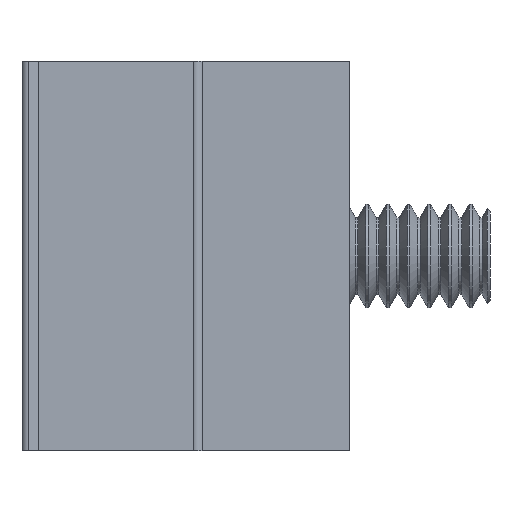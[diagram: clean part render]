
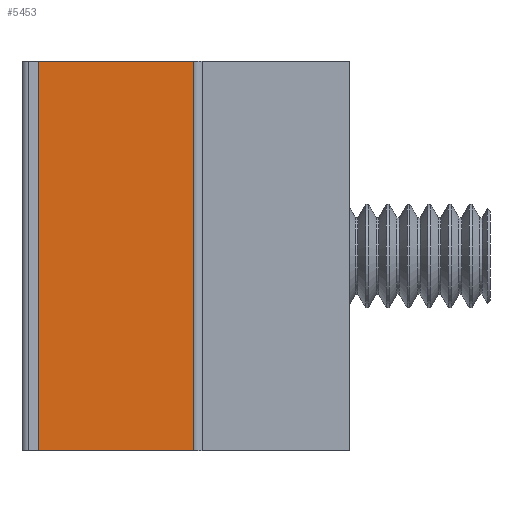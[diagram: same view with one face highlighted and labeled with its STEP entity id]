
A CAD part, left-side view. The second image highlights one B-rep face of the part: STEP entity #5453.
In plain terms, the highlighted planar face has unit normal (-1, 0, 0).
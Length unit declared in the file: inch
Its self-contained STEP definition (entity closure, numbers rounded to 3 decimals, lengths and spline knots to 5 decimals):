
#363 = VECTOR ( 'NONE', #1873, 39.37008 ) ;
#379 = CARTESIAN_POINT ( 'NONE',  ( -0.75, -0.395, -0.47 ) ) ;
#700 = CARTESIAN_POINT ( 'NONE',  ( -0.75, -0.395, 0.47 ) ) ;
#772 = CARTESIAN_POINT ( 'NONE',  ( -0.75, -0.375, -0.47 ) ) ;
#908 = CARTESIAN_POINT ( 'NONE',  ( -0.75, 0., 0.47 ) ) ;
#924 = VERTEX_POINT ( 'NONE', #6023 ) ;
#1027 = VECTOR ( 'NONE', #4505, 39.37008 ) ;
#1063 = FACE_OUTER_BOUND ( 'NONE', #3458, .T. ) ;
#1644 = LINE ( 'NONE', #379, #2247 ) ;
#1873 = DIRECTION ( 'NONE',  ( 0., 0., -1. ) ) ;
#2207 = ORIENTED_EDGE ( 'NONE', *, *, #2788, .T. ) ;
#2247 = VECTOR ( 'NONE', #2769, 39.37008 ) ;
#2465 = VERTEX_POINT ( 'NONE', #4176 ) ;
#2769 = DIRECTION ( 'NONE',  ( 0., 1., 0. ) ) ;
#2788 = EDGE_CURVE ( 'NONE', #924, #2465, #3263, .T. ) ;
#2951 = PLANE ( 'NONE',  #5429 ) ;
#3163 = DIRECTION ( 'NONE',  ( 0., 0., -1. ) ) ;
#3199 = ORIENTED_EDGE ( 'NONE', *, *, #3994, .F. ) ;
#3248 = VERTEX_POINT ( 'NONE', #5312 ) ;
#3263 = LINE ( 'NONE', #908, #363 ) ;
#3362 = VERTEX_POINT ( 'NONE', #772 ) ;
#3458 = EDGE_LOOP ( 'NONE', ( #3199, #4333, #2207, #4033 ) ) ;
#3994 = EDGE_CURVE ( 'NONE', #3248, #3362, #5545, .T. ) ;
#4033 = ORIENTED_EDGE ( 'NONE', *, *, #5593, .F. ) ;
#4176 = CARTESIAN_POINT ( 'NONE',  ( -0.75, 0., -0.47 ) ) ;
#4333 = ORIENTED_EDGE ( 'NONE', *, *, #4970, .T. ) ;
#4384 = CARTESIAN_POINT ( 'NONE',  ( -0.75, -0.375, 0.47 ) ) ;
#4505 = DIRECTION ( 'NONE',  ( 0., 0., -1. ) ) ;
#4916 = VECTOR ( 'NONE', #5015, 39.37008 ) ;
#4970 = EDGE_CURVE ( 'NONE', #3248, #924, #4985, .T. ) ;
#4985 = LINE ( 'NONE', #700, #4916 ) ;
#5015 = DIRECTION ( 'NONE',  ( 0., 1., 0. ) ) ;
#5040 = DIRECTION ( 'NONE',  ( 1., 0., 0. ) ) ;
#5312 = CARTESIAN_POINT ( 'NONE',  ( -0.75, -0.375, 0.47 ) ) ;
#5429 = AXIS2_PLACEMENT_3D ( 'NONE', #4384, #5040, #3163 ) ;
#5453 = ADVANCED_FACE ( 'NONE', ( #1063 ), #2951, .F. ) ;
#5545 = LINE ( 'NONE', #5572, #1027 ) ;
#5572 = CARTESIAN_POINT ( 'NONE',  ( -0.75, -0.375, 0.47 ) ) ;
#5593 = EDGE_CURVE ( 'NONE', #3362, #2465, #1644, .T. ) ;
#6023 = CARTESIAN_POINT ( 'NONE',  ( -0.75, 0., 0.47 ) ) ;
